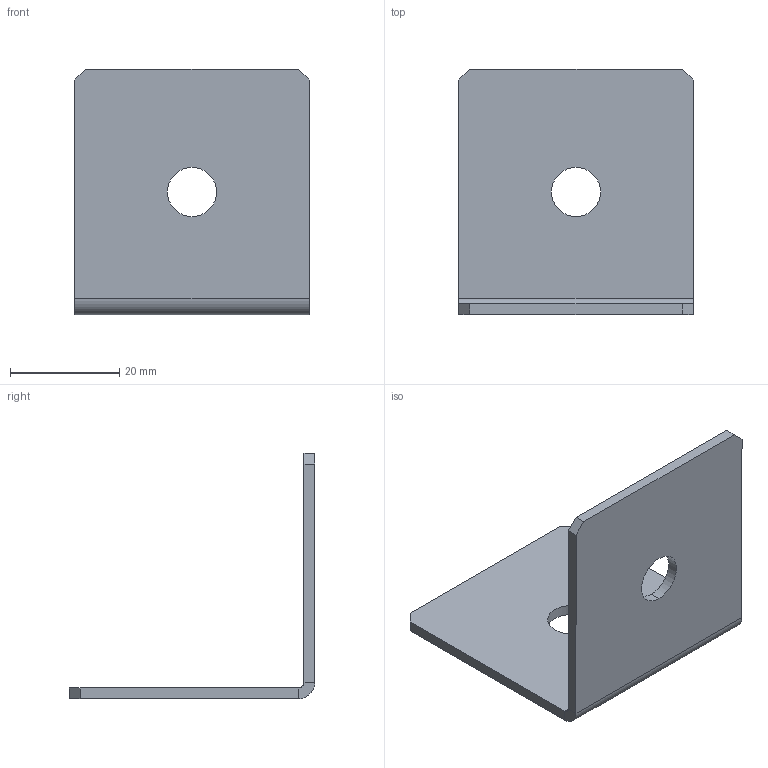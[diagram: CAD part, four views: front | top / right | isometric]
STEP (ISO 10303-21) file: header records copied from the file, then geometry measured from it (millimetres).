
FILE_DESCRIPTION (( 'STEP AP214' ), '1' );
FILE_NAME ('Óãîëîê 45 ñåðèÿ 1õ2 45õ45õ43õ2.STEP', '2022-02-25T12:49:41', ( 'user' ), ( '' ), 'SwSTEP 2.0', 'SolidWorks 2021', '' );
FILE_SCHEMA (( 'AUTOMOTIVE_DESIGN' ));
Length unit declared in the file: millimetre
Products named in the file (1): Óãîëîê 45 ñåðèÿ 1õ2 45õ45õ43õ2
Bounding box: 43 x 45 x 45 mm (x, y, z)
Volume: 7223.7 mm3; surface area: 7848 mm2
Topology: 1 solids, 1 shells, 22 faces, 52 edges, 32 vertices
Faces by surface type: plane 16, cylinder 6
Entity records: 666 total; most frequent: DIRECTION 110, CARTESIAN_POINT 107, ORIENTED_EDGE 104, EDGE_CURVE 52, LINE 40, VECTOR 40, AXIS2_PLACEMENT_3D 35, VERTEX_POINT 32
